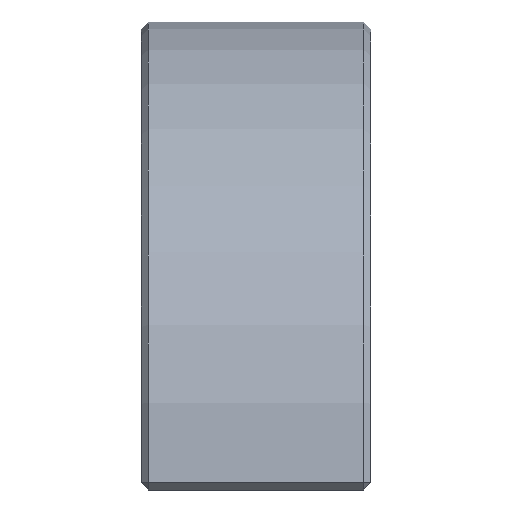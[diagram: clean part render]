
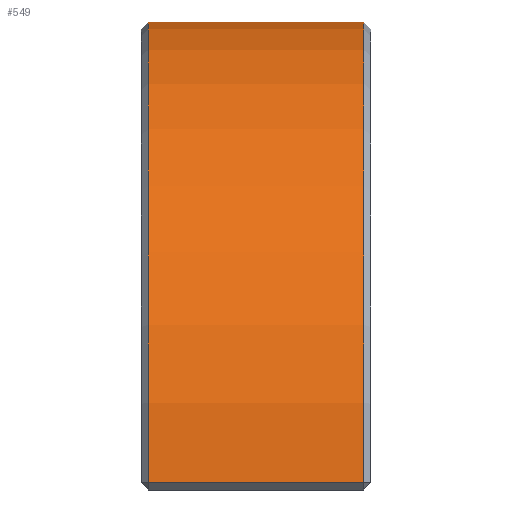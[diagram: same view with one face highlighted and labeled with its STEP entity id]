
A CAD part, left-side view. The second image highlights one B-rep face of the part: STEP entity #549.
In plain terms, the highlighted cylindrical face has radius 100 mm (diameter 200 mm), a partial arc.
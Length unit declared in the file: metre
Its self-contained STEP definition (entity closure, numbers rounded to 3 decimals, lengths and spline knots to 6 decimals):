
#35=CYLINDRICAL_SURFACE('',#608,0.1);
#45=CIRCLE('',#609,0.1);
#46=CIRCLE('',#610,0.1);
#72=ORIENTED_EDGE('',*,*,#228,.T.);
#73=ORIENTED_EDGE('',*,*,#229,.T.);
#74=ORIENTED_EDGE('',*,*,#230,.T.);
#75=ORIENTED_EDGE('',*,*,#231,.T.);
#228=EDGE_CURVE('',#306,#307,#341,.F.);
#229=EDGE_CURVE('',#307,#308,#45,.F.);
#230=EDGE_CURVE('',#308,#309,#342,.T.);
#231=EDGE_CURVE('',#309,#306,#46,.T.);
#306=VERTEX_POINT('',#854);
#307=VERTEX_POINT('',#855);
#308=VERTEX_POINT('',#857);
#309=VERTEX_POINT('',#859);
#341=LINE('',#853,#389);
#342=LINE('',#858,#390);
#389=VECTOR('',#685,1.);
#390=VECTOR('',#688,1.);
#432=EDGE_LOOP('',(#72,#73,#74,#75));
#478=FACE_BOUND('',#432,.T.);
#549=ADVANCED_FACE('',(#478),#35,.T.);
#608=AXIS2_PLACEMENT_3D('',#852,#683,#684);
#609=AXIS2_PLACEMENT_3D('',#856,#686,#687);
#610=AXIS2_PLACEMENT_3D('',#860,#689,#690);
#683=DIRECTION('',(0.,1.,0.));
#684=DIRECTION('',(0.,0.,1.));
#685=DIRECTION('',(0.,1.,0.));
#686=DIRECTION('',(0.,-1.,0.));
#687=DIRECTION('',(0.,0.,-1.));
#688=DIRECTION('',(0.,1.,0.));
#689=DIRECTION('',(0.,-1.,0.));
#690=DIRECTION('',(0.,0.,-1.));
#852=CARTESIAN_POINT('',(0.,-0.004,0.));
#853=CARTESIAN_POINT('',(-0.099989,-0.004,0.0015));
#854=CARTESIAN_POINT('',(-0.099989,-0.0015,0.0015));
#855=CARTESIAN_POINT('',(-0.099989,-0.0475,0.0015));
#856=CARTESIAN_POINT('',(0.,-0.0475,0.));
#857=CARTESIAN_POINT('',(0.099989,-0.0475,0.0015));
#858=CARTESIAN_POINT('',(0.099989,-0.004,0.0015));
#859=CARTESIAN_POINT('',(0.099989,-0.0015,0.0015));
#860=CARTESIAN_POINT('',(0.,-0.0015,0.));
